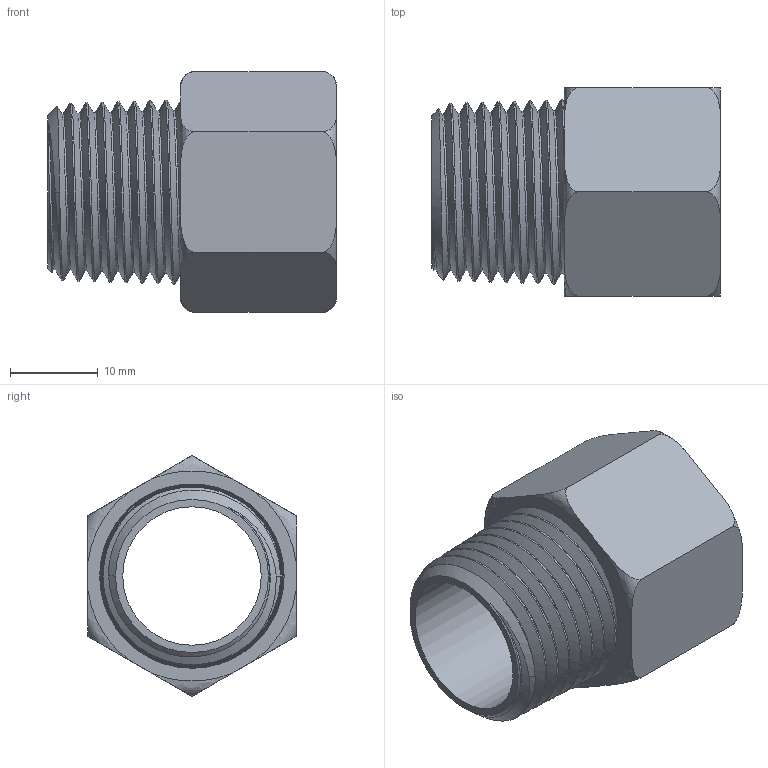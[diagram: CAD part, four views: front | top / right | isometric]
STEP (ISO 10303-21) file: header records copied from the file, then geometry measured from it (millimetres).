
FILE_DESCRIPTION(/* description */ (''),/* implementation_level */ '2;1');
FILE_NAME(/* name */ '120-G4-N4.stp',/* time_stamp */ '2024-01-23T10:09:44-05:00',/* author */ ('esanner'),/* organization */ (''),/* preprocessor_version */ 'ST-DEVELOPER v19',/* originating_system */ 'AutoCAD Mechanical',/* authorisation */ '');
FILE_SCHEMA (('AUTOMOTIVE_DESIGN { 1 0 10303 214 3 1 1 }'));
Length unit declared in the file: millimetre
Products named in the file (2): Product; 120-G4-N4
Assembly tree (1 placements, depth 2):
  Product
    120-G4-N4
Bounding box: 32.95 x 23.8 x 27.48 mm (x, y, z)
Volume: 5122.1 mm3; surface area: 5857 mm2
Topology: 1 solids, 1 shells, 71 faces, 197 edges, 130 vertices
Faces by surface type: cone 26, cylinder 17, torus 12, plane 10, bspline 6
Full cylindrical faces by diameter (mm): 15.799 x1
Entity records: 14066 total; most frequent: CARTESIAN_POINT 12402, ORIENTED_EDGE 396, DIRECTION 256, EDGE_CURVE 198, VERTEX_POINT 131, B_SPLINE_CURVE_WITH_KNOTS 107, AXIS2_PLACEMENT_3D 98, EDGE_LOOP 75
